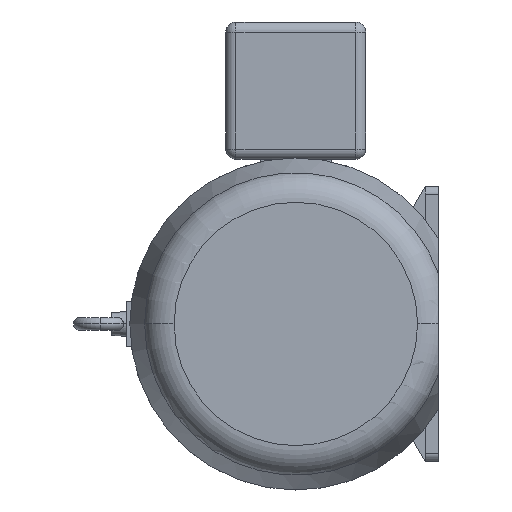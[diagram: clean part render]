
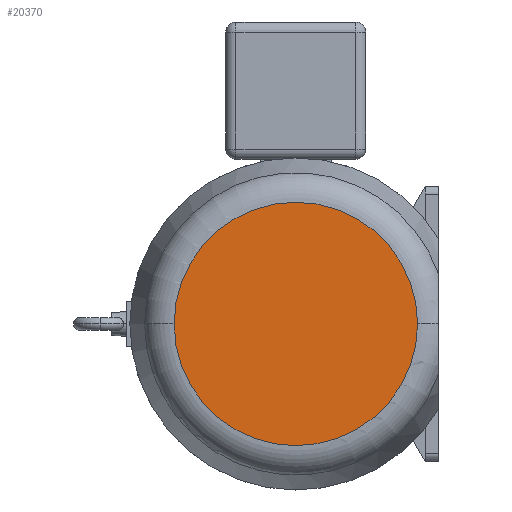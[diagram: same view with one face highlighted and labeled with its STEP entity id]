
A CAD part, left-side view. The second image highlights one B-rep face of the part: STEP entity #20370.
In plain terms, the highlighted planar face has unit normal (-1, 0, 0).
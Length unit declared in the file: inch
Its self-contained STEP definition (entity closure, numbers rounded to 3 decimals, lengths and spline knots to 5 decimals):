
#8183 = DIRECTION ( 'NONE',  ( 0., -1., 0. ) ) ;
#12155 = CARTESIAN_POINT ( 'NONE',  ( -36.175, -5.9741, 0. ) ) ;
#15439 = CIRCLE ( 'NONE', #144586, 5.9741 ) ;
#18658 = CARTESIAN_POINT ( 'NONE',  ( -36.175, 0., 0. ) ) ;
#19684 = CIRCLE ( 'NONE', #143758, 5.9741 ) ;
#20370 = ADVANCED_FACE ( 'Defeatured_0_29', ( #41007 ), #37878, .F. ) ;
#20883 = DIRECTION ( 'NONE',  ( 1., 0., 0. ) ) ;
#37878 = PLANE ( 'NONE',  #132540 ) ;
#41007 = FACE_OUTER_BOUND ( 'NONE', #68227, .T. ) ;
#46399 = ORIENTED_EDGE ( 'NONE', *, *, #58010, .F. ) ;
#56106 = DIRECTION ( 'NONE',  ( 1., 0., 0. ) ) ;
#58010 = EDGE_CURVE ( 'Defeatured_0_37+Defeatured_0_29+Defeatured_0_29+Defeatured_0_29', #116766, #86656, #15439, .T. ) ;
#67035 = DIRECTION ( 'NONE',  ( 0., -1., 0. ) ) ;
#68227 = EDGE_LOOP ( 'NONE', ( #46399, #156603 ) ) ;
#68587 = DIRECTION ( 'NONE',  ( 1., 0., 0. ) ) ;
#79985 = CARTESIAN_POINT ( 'NONE',  ( -36.175, 5.9741, 0. ) ) ;
#86656 = VERTEX_POINT ( 'NONE', #79985 ) ;
#109495 = EDGE_CURVE ( 'Defeatured_0_37+Defeatured_0_29+Defeatured_0_29+Defeatured_0_29', #86656, #116766, #19684, .T. ) ;
#116325 = CARTESIAN_POINT ( 'NONE',  ( -36.175, 5.9741, 0. ) ) ;
#116766 = VERTEX_POINT ( 'NONE', #12155 ) ;
#129004 = DIRECTION ( 'NONE',  ( 0., -1., 0. ) ) ;
#132540 = AXIS2_PLACEMENT_3D ( 'NONE', #116325, #56106, #129004 ) ;
#140607 = CARTESIAN_POINT ( 'NONE',  ( -36.175, 0., 0. ) ) ;
#143758 = AXIS2_PLACEMENT_3D ( 'NONE', #18658, #68587, #67035 ) ;
#144586 = AXIS2_PLACEMENT_3D ( 'NONE', #140607, #20883, #8183 ) ;
#156603 = ORIENTED_EDGE ( 'NONE', *, *, #109495, .F. ) ;
